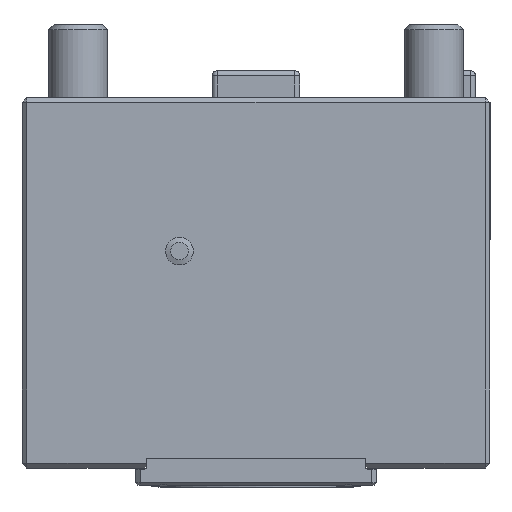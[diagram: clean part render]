
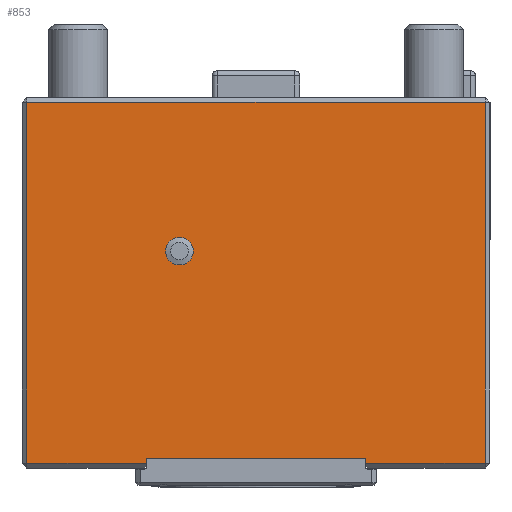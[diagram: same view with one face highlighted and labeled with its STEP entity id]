
A CAD part, left-side view. The second image highlights one B-rep face of the part: STEP entity #853.
In plain terms, the highlighted planar face has unit normal (-1, 0, 0).
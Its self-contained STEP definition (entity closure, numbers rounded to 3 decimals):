
#198=LINE('',#4804,#480);
#199=LINE('',#4806,#481);
#200=LINE('',#4808,#482);
#203=LINE('',#4814,#485);
#204=LINE('',#4816,#486);
#209=LINE('',#4826,#491);
#210=LINE('',#4830,#492);
#211=LINE('',#4832,#493);
#480=VECTOR('',#3655,1.);
#481=VECTOR('',#3658,1.);
#482=VECTOR('',#3661,1.);
#485=VECTOR('',#3666,1.);
#486=VECTOR('',#3669,1.);
#491=VECTOR('',#3678,1.);
#492=VECTOR('',#3683,1.);
#493=VECTOR('',#3684,1.);
#699=FACE_BOUND('',#1327,.T.);
#700=FACE_BOUND('',#1328,.T.);
#853=ADVANCED_FACE('',(#699,#700),#1043,.T.);
#1043=PLANE('',#3180);
#1327=EDGE_LOOP('',(#1754));
#1328=EDGE_LOOP('',(#1755,#1756,#1757,#1758,#1759,#1760,#1761,#1762));
#1754=ORIENTED_EDGE('',*,*,#2725,.F.);
#1755=ORIENTED_EDGE('',*,*,#2719,.T.);
#1756=ORIENTED_EDGE('',*,*,#2718,.T.);
#1757=ORIENTED_EDGE('',*,*,#2724,.F.);
#1758=ORIENTED_EDGE('',*,*,#2726,.F.);
#1759=ORIENTED_EDGE('',*,*,#2727,.F.);
#1760=ORIENTED_EDGE('',*,*,#2715,.T.);
#1761=ORIENTED_EDGE('',*,*,#2714,.T.);
#1762=ORIENTED_EDGE('',*,*,#2713,.T.);
#2363=VERTEX_POINT('',#4655);
#2377=VERTEX_POINT('',#4696);
#2382=VERTEX_POINT('',#4712);
#2384=VERTEX_POINT('',#4721);
#2406=VERTEX_POINT('',#4809);
#2407=VERTEX_POINT('',#4813);
#2410=VERTEX_POINT('',#4825);
#2411=VERTEX_POINT('',#4829);
#2412=VERTEX_POINT('',#4831);
#2713=EDGE_CURVE('',#2363,#2384,#198,.T.);
#2714=EDGE_CURVE('',#2377,#2363,#199,.T.);
#2715=EDGE_CURVE('',#2406,#2377,#200,.T.);
#2718=EDGE_CURVE('',#2382,#2407,#203,.T.);
#2719=EDGE_CURVE('',#2384,#2382,#204,.T.);
#2724=EDGE_CURVE('',#2410,#2407,#209,.T.);
#2725=EDGE_CURVE('',#2411,#2411,#2999,.T.);
#2726=EDGE_CURVE('',#2412,#2410,#210,.T.);
#2727=EDGE_CURVE('',#2406,#2412,#211,.T.);
#2999=CIRCLE('',#3179,2.847);
#3179=AXIS2_PLACEMENT_3D('',#4828,#3681,#3682);
#3180=AXIS2_PLACEMENT_3D('',#4833,#3685,#3686);
#3655=DIRECTION('',(0.,1.,0.));
#3658=DIRECTION('',(0.,0.,1.));
#3661=DIRECTION('',(0.,-1.,0.));
#3666=DIRECTION('',(0.,-1.,0.));
#3669=DIRECTION('',(0.,0.,-1.));
#3678=DIRECTION('',(0.,0.,-1.));
#3681=DIRECTION('',(-1.,0.,0.));
#3682=DIRECTION('',(0.,0.,1.));
#3683=DIRECTION('',(0.,1.,0.));
#3684=DIRECTION('',(0.,0.,1.));
#3685=DIRECTION('',(-1.,0.,0.));
#3686=DIRECTION('',(0.,0.,1.));
#4655=CARTESIAN_POINT('',(-74.,-47.,-1.));
#4696=CARTESIAN_POINT('',(-74.,-47.,-75.));
#4712=CARTESIAN_POINT('',(-74.,47.,-75.));
#4721=CARTESIAN_POINT('',(-74.,47.,-1.));
#4804=CARTESIAN_POINT('',(-74.,48.,-1.));
#4806=CARTESIAN_POINT('',(-74.,-47.,0.));
#4808=CARTESIAN_POINT('',(-74.,48.,-75.));
#4809=CARTESIAN_POINT('',(-74.,-22.514,-75.));
#4813=CARTESIAN_POINT('',(-74.,22.514,-75.));
#4814=CARTESIAN_POINT('',(-74.,48.,-75.));
#4816=CARTESIAN_POINT('',(-74.,47.,-76.));
#4825=CARTESIAN_POINT('',(-74.,22.514,-74.));
#4826=CARTESIAN_POINT('',(-74.,22.514,-74.));
#4828=CARTESIAN_POINT('',(-74.,15.7,-31.5));
#4829=CARTESIAN_POINT('',(-74.,15.7,-28.653));
#4830=CARTESIAN_POINT('',(-74.,-33.25,-74.));
#4831=CARTESIAN_POINT('',(-74.,-22.514,-74.));
#4832=CARTESIAN_POINT('',(-74.,-22.514,-74.));
#4833=CARTESIAN_POINT('',(-74.,48.,0.));
